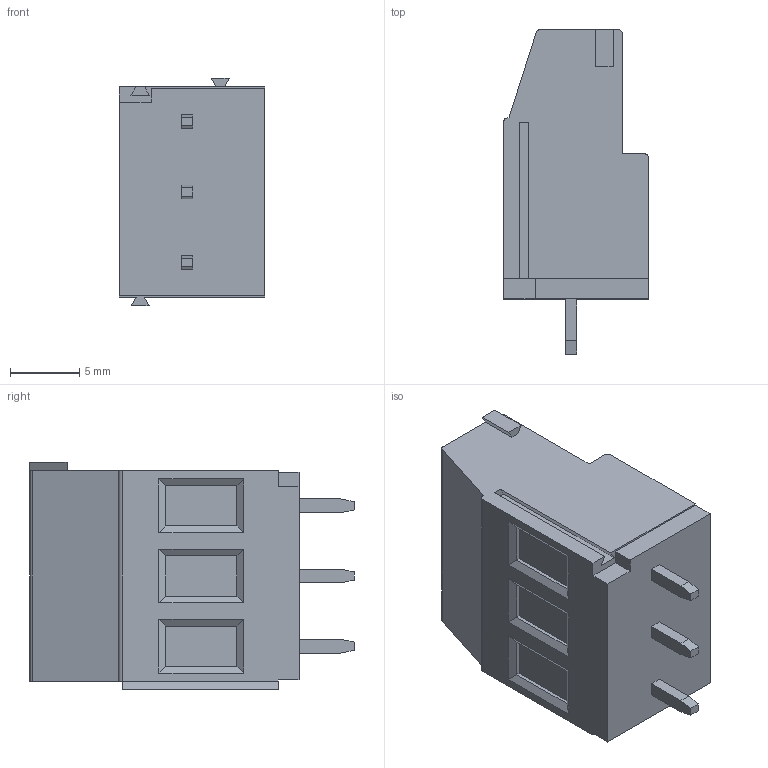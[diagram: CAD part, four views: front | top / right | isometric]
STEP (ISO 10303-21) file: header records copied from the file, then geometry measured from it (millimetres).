
FILE_DESCRIPTION (( 'STEP AP214' ), '1' );
FILE_NAME ('CUI_DEVICES_TB009-508-03BE.step', '2021-01-15T01:26:18', ( '' ), ( '' ), 'SwSTEP 2.0', 'SolidWorks 2020', '' );
FILE_SCHEMA (( 'AUTOMOTIVE_DESIGN' ));
Length unit declared in the file: millimetre
Products named in the file (2): CUI_DEVICES_TB009-508-03BE; TB009-508-03P_Blue - S
Assembly tree (1 placements, depth 2):
  CUI_DEVICES_TB009-508-03BE
    TB009-508-03P_Blue - S
Bounding box: 10.5 x 23.5 x 16.44 mm (x, y, z)
Volume: 2624.6 mm3; surface area: 1585.3 mm2
Topology: 6 solids, 6 shells, 164 faces, 391 edges, 251 vertices
Faces by surface type: plane 112, cylinder 20, torus 15, cone 12, bspline 5
Entity records: 6722 total; most frequent: CARTESIAN_POINT 1947, ORIENTED_EDGE 782, DIRECTION 779, EDGE_CURVE 391, LINE 261, VECTOR 261, AXIS2_PLACEMENT_3D 259, VERTEX_POINT 251
